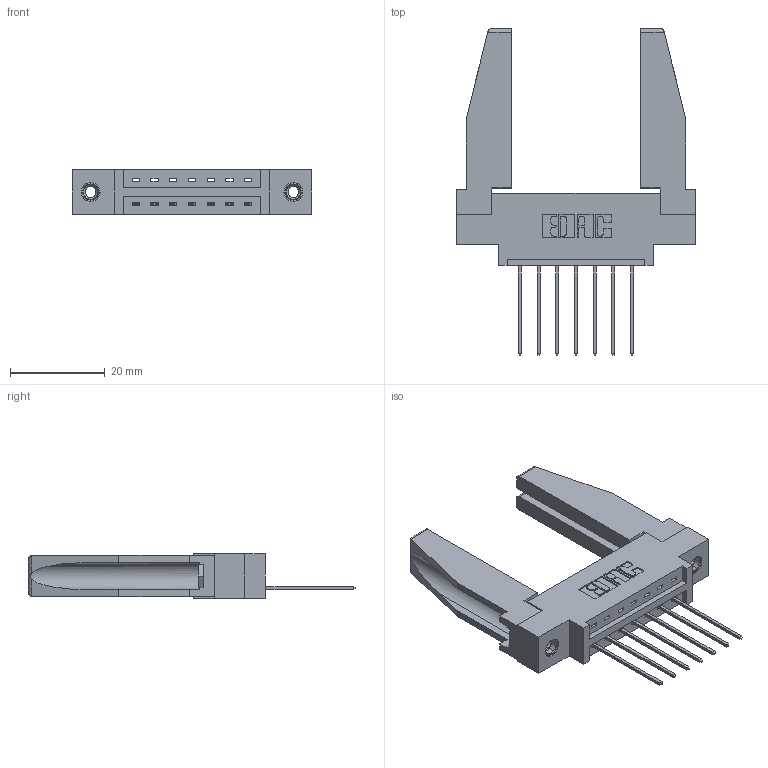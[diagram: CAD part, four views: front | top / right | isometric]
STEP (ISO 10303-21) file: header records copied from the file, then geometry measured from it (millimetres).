
FILE_DESCRIPTION (( 'STEP AP203' ), '1' );
FILE_NAME ('387-007-541-678.STEP', '2019-10-02T02:28:59', ( '' ), ( '' ), 'SwSTEP 2.0', 'SolidWorks 2016', '' );
FILE_SCHEMA (( 'CONFIG_CONTROL_DESIGN' ));
Length unit declared in the file: inch
Products named in the file (5): 337 Part_0.170 Offset - 0.156 Dia-TI; 307-220-078; 387-007-541-678; 345-250-001_345-250-001-102; 345-292-001_345-293-141
Assembly tree (12 placements, depth 2):
  387-007-541-678
    337 Part_0.170 Offset - 0.156 Dia-TI
    345-292-001_345-293-141  x7
    345-250-001_345-250-001-102  x2
    307-220-078  x2
Bounding box: 50.75 x 69.09 x 9.4 mm (x, y, z)
Volume: 8735.5 mm3; surface area: 8781.4 mm2
Topology: 12 solids, 12 shells, 682 faces, 1969 edges, 1294 vertices
Faces by surface type: plane 480, cylinder 186, cone 12, torus 4
Entity records: 12320 total; most frequent: CARTESIAN_POINT 2137, ORIENTED_EDGE 2036, DIRECTION 1880, EDGE_CURVE 1018, LINE 852, VECTOR 852, VERTEX_POINT 672, AXIS2_PLACEMENT_3D 514
